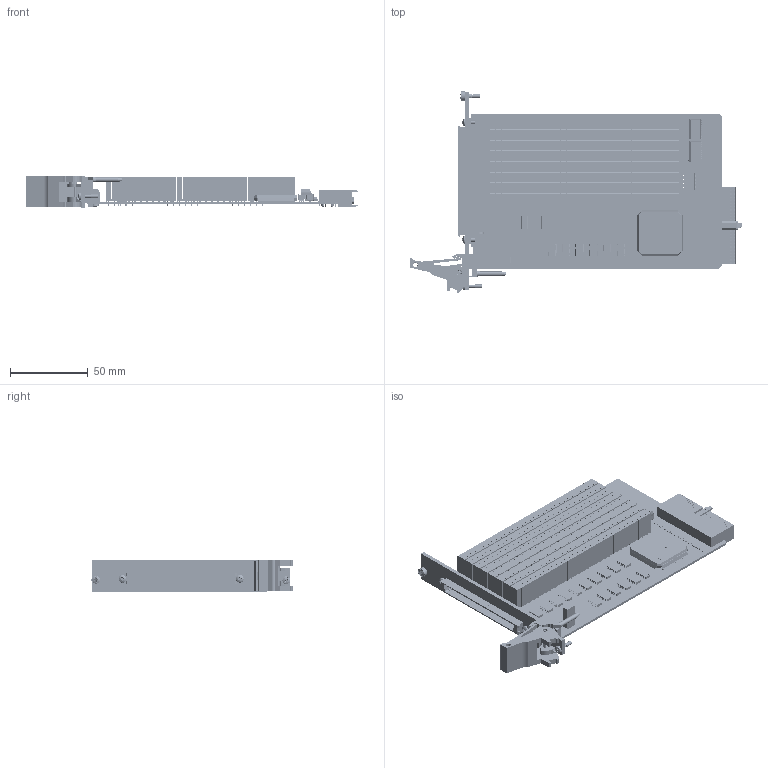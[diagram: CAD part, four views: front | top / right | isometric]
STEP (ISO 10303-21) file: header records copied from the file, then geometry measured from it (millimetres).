
FILE_DESCRIPTION (( 'STEP AP214' ), '1' );
FILE_NAME ('40-530-021 Ultra High Density Matrix Module 32X8 1-PL.STEP', '2013-08-28T11:10:54', ( 'admin' ), ( '' ), 'SwSTEP 2.0', 'SolidWorks 2012', '' );
FILE_SCHEMA (( 'AUTOMOTIVE_DESIGN' ));
Length unit declared in the file: millimetre
Products named in the file (1): 40-530-021 Ultra High Density Matrix Module 32X8 1-PL
Bounding box: 214 x 129.67 x 20 mm (x, y, z)
Surface area: 122514.2 mm2 (no closed solid volume)
Topology: 0 solids, 1944 shells, 6515 faces, 24889 edges, 19530 vertices
Faces by surface type: plane 3937, cylinder 2509, bspline 37, cone 16, torus 9, sphere 7
Full cylindrical faces by diameter (mm): 0.278 x3, 0.38 x1028, 0.5 x1, 0.6 x110, 0.762 x775, 0.838 x95, 1.496 x2, 2 x5, 2.497 x1, 2.5 x6, 2.6 x5, 2.8 x1, 3 x3, 5 x7, 5.3 x1, 6 x1
Entity records: 340814 total; most frequent: CARTESIAN_POINT 66591, DIRECTION 41566, ORIENTED_EDGE 30209, EDGE_CURVE 22712, VERTEX_POINT 19414, LINE 14492, VECTOR 14492, AXIS2_PLACEMENT_3D 13537
